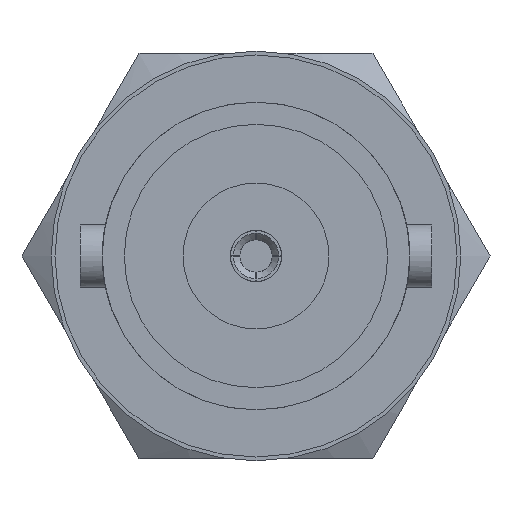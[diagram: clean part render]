
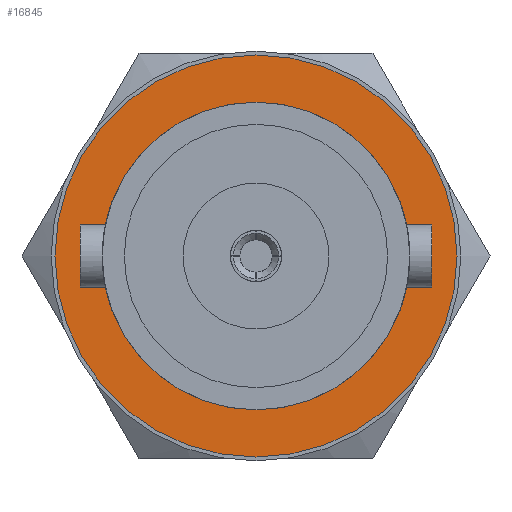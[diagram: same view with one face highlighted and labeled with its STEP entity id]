
A CAD part, left-side view. The second image highlights one B-rep face of the part: STEP entity #16845.
In plain terms, the highlighted planar face has unit normal (-1, 0, 0).
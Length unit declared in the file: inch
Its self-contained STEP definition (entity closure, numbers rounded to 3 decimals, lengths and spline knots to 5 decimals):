
#914 = DIRECTION ( 'NONE',  ( 0., 0., 1. ) ) ;
#1059 = AXIS2_PLACEMENT_3D ( 'NONE', #11620, #12945, #4431 ) ;
#1276 = DIRECTION ( 'NONE',  ( -1., 0., 0. ) ) ;
#2246 = CIRCLE ( 'NONE', #7150, 0.18979 ) ;
#2610 = EDGE_CURVE ( 'NONE', #7700, #17050, #3729, .T. ) ;
#2741 = DIRECTION ( 'NONE',  ( -1., 0., 0. ) ) ;
#3026 = DIRECTION ( 'NONE',  ( 1., 0., 0. ) ) ;
#3729 = CIRCLE ( 'NONE', #1059, 0.248 ) ;
#4431 = DIRECTION ( 'NONE',  ( 0., 0., 1. ) ) ;
#4460 = DIRECTION ( 'NONE',  ( 0., 0., -1. ) ) ;
#5433 = ORIENTED_EDGE ( 'NONE', *, *, #13726, .F. ) ;
#5451 = AXIS2_PLACEMENT_3D ( 'NONE', #16808, #2741, #914 ) ;
#5563 = AXIS2_PLACEMENT_3D ( 'NONE', #18563, #1276, #14261 ) ;
#6111 = DIRECTION ( 'NONE',  ( -1., 0., 0. ) ) ;
#6643 = ORIENTED_EDGE ( 'NONE', *, *, #2610, .T. ) ;
#7150 = AXIS2_PLACEMENT_3D ( 'NONE', #11924, #6111, #14595 ) ;
#7700 = VERTEX_POINT ( 'NONE', #15656 ) ;
#7806 = EDGE_CURVE ( 'NONE', #17050, #7700, #8685, .T. ) ;
#7925 = CARTESIAN_POINT ( 'NONE',  ( 0.46609, 0., 0.18979 ) ) ;
#8246 = CARTESIAN_POINT ( 'NONE',  ( 0.46609, 0., -0.18979 ) ) ;
#8685 = CIRCLE ( 'NONE', #5563, 0.248 ) ;
#9245 = ORIENTED_EDGE ( 'NONE', *, *, #14172, .F. ) ;
#10496 = CARTESIAN_POINT ( 'NONE',  ( 0.46609, 0., 0.248 ) ) ;
#10822 = EDGE_LOOP ( 'NONE', ( #14152, #6643 ) ) ;
#11271 = CIRCLE ( 'NONE', #5451, 0.18979 ) ;
#11620 = CARTESIAN_POINT ( 'NONE',  ( 0.46609, 0., 0. ) ) ;
#11924 = CARTESIAN_POINT ( 'NONE',  ( 0.46609, 0., 0. ) ) ;
#12945 = DIRECTION ( 'NONE',  ( -1., 0., 0. ) ) ;
#13184 = EDGE_LOOP ( 'NONE', ( #5433, #9245 ) ) ;
#13726 = EDGE_CURVE ( 'NONE', #15077, #16370, #11271, .T. ) ;
#13855 = AXIS2_PLACEMENT_3D ( 'NONE', #17280, #3026, #4460 ) ;
#14152 = ORIENTED_EDGE ( 'NONE', *, *, #7806, .T. ) ;
#14172 = EDGE_CURVE ( 'NONE', #16370, #15077, #2246, .T. ) ;
#14261 = DIRECTION ( 'NONE',  ( 0., 0., 1. ) ) ;
#14431 = PLANE ( 'NONE',  #13855 ) ;
#14595 = DIRECTION ( 'NONE',  ( 0., 0., 1. ) ) ;
#15069 = FACE_OUTER_BOUND ( 'NONE', #10822, .T. ) ;
#15077 = VERTEX_POINT ( 'NONE', #7925 ) ;
#15656 = CARTESIAN_POINT ( 'NONE',  ( 0.46609, 0., -0.248 ) ) ;
#16370 = VERTEX_POINT ( 'NONE', #8246 ) ;
#16808 = CARTESIAN_POINT ( 'NONE',  ( 0.46609, 0., 0. ) ) ;
#16845 = ADVANCED_FACE ( 'NONE', ( #16900, #15069 ), #14431, .F. ) ;
#16900 = FACE_BOUND ( 'NONE', #13184, .T. ) ;
#17050 = VERTEX_POINT ( 'NONE', #10496 ) ;
#17280 = CARTESIAN_POINT ( 'NONE',  ( 0.46609, 0.18979, 0. ) ) ;
#18563 = CARTESIAN_POINT ( 'NONE',  ( 0.46609, 0., 0. ) ) ;
